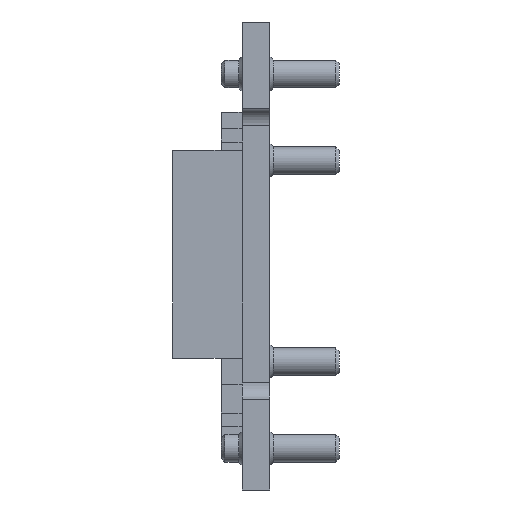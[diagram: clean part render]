
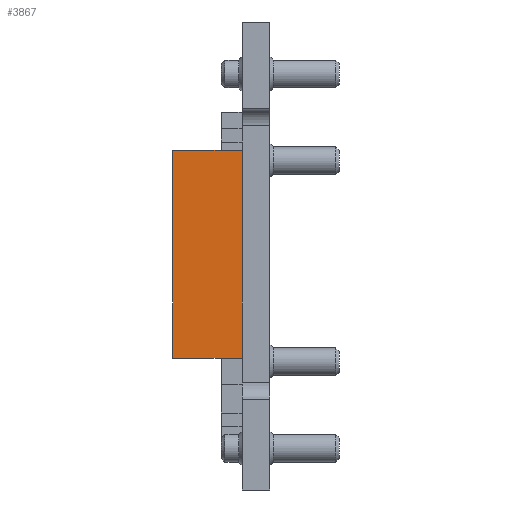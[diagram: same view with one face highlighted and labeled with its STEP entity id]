
A CAD part, left-side view. The second image highlights one B-rep face of the part: STEP entity #3867.
In plain terms, the highlighted planar face has unit normal (-1, 0, 0).
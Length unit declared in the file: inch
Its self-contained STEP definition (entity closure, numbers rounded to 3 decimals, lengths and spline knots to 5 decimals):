
#90 = ORIENTED_EDGE ( 'NONE', *, *, #5169, .T. ) ;
#114 = VERTEX_POINT ( 'NONE', #279 ) ;
#279 = CARTESIAN_POINT ( 'NONE',  ( -0.025, 0.14, -0.485 ) ) ;
#534 = ORIENTED_EDGE ( 'NONE', *, *, #5698, .T. ) ;
#600 = DIRECTION ( 'NONE',  ( 0., -1., 0. ) ) ;
#723 = CARTESIAN_POINT ( 'NONE',  ( -0.025, 0.14, 0. ) ) ;
#1052 = VECTOR ( 'NONE', #600, 39.37008 ) ;
#1273 = DIRECTION ( 'NONE',  ( 0., 0., 1. ) ) ;
#1277 = VECTOR ( 'NONE', #7040, 39.37008 ) ;
#1803 = LINE ( 'NONE', #6256, #6848 ) ;
#1951 = DIRECTION ( 'NONE',  ( 0., 0., 1. ) ) ;
#2117 = VERTEX_POINT ( 'NONE', #7221 ) ;
#2610 = AXIS2_PLACEMENT_3D ( 'NONE', #6499, #4814, #5976 ) ;
#2821 = CARTESIAN_POINT ( 'NONE',  ( -0.025, 0.04, -0.185 ) ) ;
#2865 = LINE ( 'NONE', #3971, #1277 ) ;
#2924 = EDGE_LOOP ( 'NONE', ( #90, #3065, #6328, #534 ) ) ;
#3065 = ORIENTED_EDGE ( 'NONE', *, *, #7371, .F. ) ;
#3218 = VERTEX_POINT ( 'NONE', #5247 ) ;
#3221 = VERTEX_POINT ( 'NONE', #2821 ) ;
#3466 = FACE_OUTER_BOUND ( 'NONE', #2924, .T. ) ;
#3615 = CARTESIAN_POINT ( 'NONE',  ( -0.025, 0.14, -0.485 ) ) ;
#3867 = ADVANCED_FACE ( 'NONE', ( #3466 ), #5844, .F. ) ;
#3971 = CARTESIAN_POINT ( 'NONE',  ( -0.025, 0.14, -0.185 ) ) ;
#4430 = EDGE_CURVE ( 'NONE', #114, #2117, #7408, .T. ) ;
#4814 = DIRECTION ( 'NONE',  ( 1., 0., 0. ) ) ;
#5169 = EDGE_CURVE ( 'NONE', #3218, #3221, #1803, .T. ) ;
#5247 = CARTESIAN_POINT ( 'NONE',  ( -0.025, 0.04, -0.485 ) ) ;
#5698 = EDGE_CURVE ( 'NONE', #114, #3218, #6965, .T. ) ;
#5790 = VECTOR ( 'NONE', #1951, 39.37008 ) ;
#5844 = PLANE ( 'NONE',  #2610 ) ;
#5976 = DIRECTION ( 'NONE',  ( 0., 0., -1. ) ) ;
#6256 = CARTESIAN_POINT ( 'NONE',  ( -0.025, 0.04, 0. ) ) ;
#6328 = ORIENTED_EDGE ( 'NONE', *, *, #4430, .F. ) ;
#6499 = CARTESIAN_POINT ( 'NONE',  ( -0.025, 0.14, 0. ) ) ;
#6848 = VECTOR ( 'NONE', #1273, 39.37008 ) ;
#6965 = LINE ( 'NONE', #3615, #1052 ) ;
#7040 = DIRECTION ( 'NONE',  ( 0., -1., 0. ) ) ;
#7221 = CARTESIAN_POINT ( 'NONE',  ( -0.025, 0.14, -0.185 ) ) ;
#7371 = EDGE_CURVE ( 'NONE', #2117, #3221, #2865, .T. ) ;
#7408 = LINE ( 'NONE', #723, #5790 ) ;
